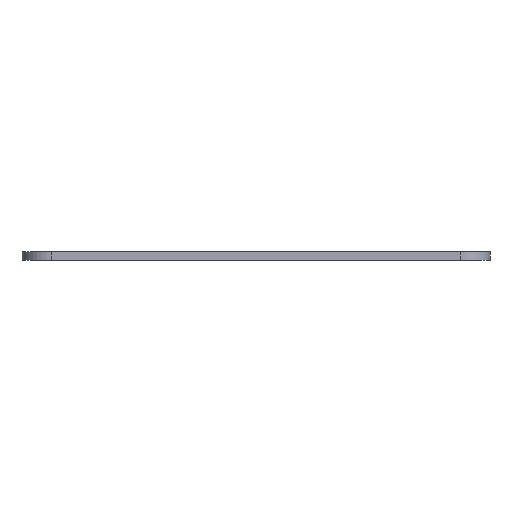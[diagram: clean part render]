
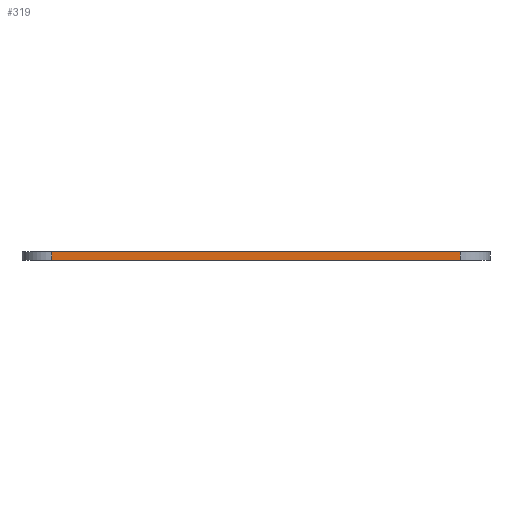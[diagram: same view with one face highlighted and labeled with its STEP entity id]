
A CAD part, left-side view. The second image highlights one B-rep face of the part: STEP entity #319.
In plain terms, the highlighted planar face has unit normal (-1, 0, 0).
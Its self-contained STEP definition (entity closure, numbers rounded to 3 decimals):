
#287=FACE_OUTER_BOUND('',#445,.T.);
#319=ADVANCED_FACE('',(#287),#356,.F.);
#356=PLANE('',#1888);
#445=EDGE_LOOP('',(#669,#670,#671,#672));
#669=ORIENTED_EDGE('',*,*,#922,.F.);
#670=ORIENTED_EDGE('',*,*,#980,.T.);
#671=ORIENTED_EDGE('',*,*,#981,.T.);
#672=ORIENTED_EDGE('',*,*,#982,.T.);
#801=VERTEX_POINT('',#2602);
#802=VERTEX_POINT('',#2604);
#852=VERTEX_POINT('',#2870);
#853=VERTEX_POINT('',#2872);
#922=EDGE_CURVE('',#801,#802,#1394,.T.);
#980=EDGE_CURVE('',#801,#852,#1442,.T.);
#981=EDGE_CURVE('',#852,#853,#1443,.T.);
#982=EDGE_CURVE('',#853,#802,#1444,.T.);
#1394=LINE('',#2603,#1572);
#1442=LINE('',#2869,#1620);
#1443=LINE('',#2871,#1621);
#1444=LINE('',#2873,#1622);
#1572=VECTOR('',#2064,1.);
#1620=VECTOR('',#2162,1.);
#1621=VECTOR('',#2163,1.);
#1622=VECTOR('',#2164,1.);
#1888=AXIS2_PLACEMENT_3D('',#2874,#2165,#2166);
#2064=DIRECTION('',(0.,-1.,0.));
#2162=DIRECTION('',(0.,0.,-1.));
#2163=DIRECTION('',(0.,-1.,0.));
#2164=DIRECTION('',(0.,0.,1.));
#2165=DIRECTION('',(1.,0.,0.));
#2166=DIRECTION('',(0.,0.,-1.));
#2602=CARTESIAN_POINT('',(-39.5,34.5,1.5));
#2603=CARTESIAN_POINT('',(-39.5,39.5,1.5));
#2604=CARTESIAN_POINT('',(-39.5,-34.5,1.5));
#2869=CARTESIAN_POINT('',(-39.5,34.5,1.5));
#2870=CARTESIAN_POINT('',(-39.5,34.5,0.));
#2871=CARTESIAN_POINT('',(-39.5,39.5,0.));
#2872=CARTESIAN_POINT('',(-39.5,-34.5,0.));
#2873=CARTESIAN_POINT('',(-39.5,-34.5,1.5));
#2874=CARTESIAN_POINT('',(-39.5,39.5,1.5));
